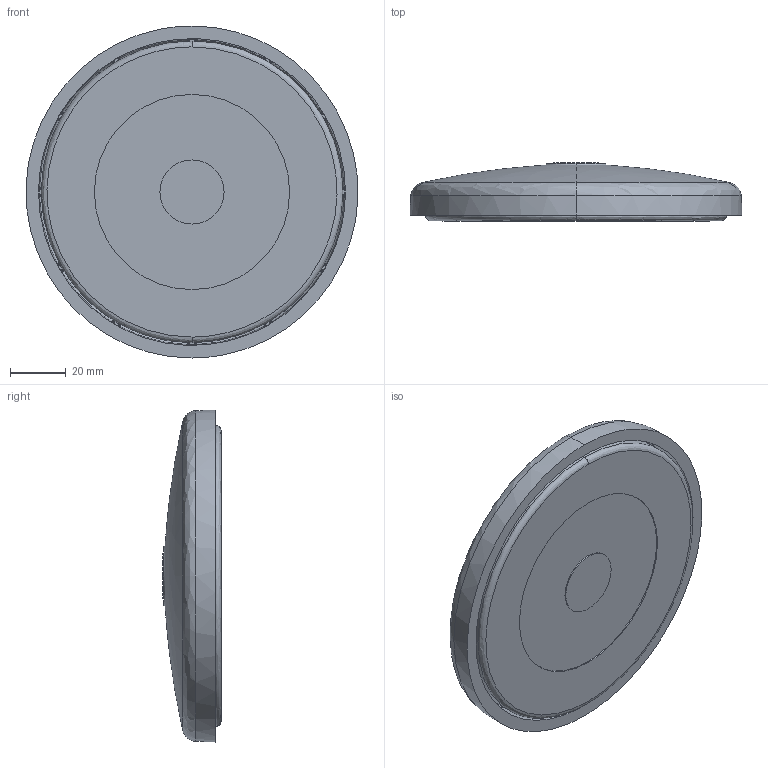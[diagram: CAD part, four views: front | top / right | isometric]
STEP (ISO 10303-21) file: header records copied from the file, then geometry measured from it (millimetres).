
FILE_DESCRIPTION (( 'STEP AP214' ), '1' );
FILE_NAME ('7410230', '2019-01-30T09:29:55', ( '' ), ('JUGARD+KÜNSTNER GmbH'), 'SwSTEP 2.0', 'SolidWorks 2017', '' );
FILE_SCHEMA (( 'AUTOMOTIVE_DESIGN' ));
Length unit declared in the file: millimetre
Products named in the file (1): 7410230
Bounding box: 118.94 x 20.8 x 119 mm (x, y, z)
Surface area: 63681.3 mm2 (no closed solid volume)
Topology: 0 solids, 4 shells, 1681 faces, 3934 edges, 2241 vertices
Faces by surface type: bspline 1283, cone 158, cylinder 126, plane 114
Entity records: 73995 total; most frequent: CARTESIAN_POINT 45539, ORIENTED_EDGE 7763, EDGE_CURVE 3883, DIRECTION 3474, B_SPLINE_CURVE_WITH_KNOTS 2268, VERTEX_POINT 2233, EDGE_LOOP 1703, FACE_OUTER_BOUND 1678
